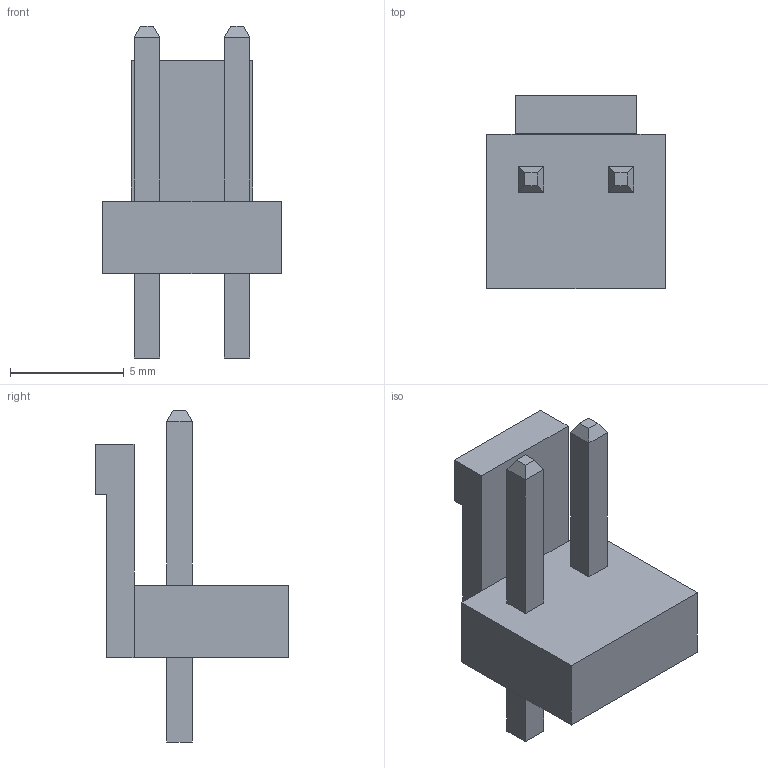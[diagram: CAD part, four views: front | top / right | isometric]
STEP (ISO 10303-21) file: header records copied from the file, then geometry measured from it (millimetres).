
FILE_DESCRIPTION((' '),'2;1');
FILE_NAME( 'B2P-VH.stp', '2022-09-02T12:09:10', (' '), ('--- Datakit www.datakit.com---'), ' Datakit CrossCadWare V2022.3 Jun 15 2022', 'DATAKIT 2022 (c)', ' ');
FILE_SCHEMA(('AP242_MANAGED_MODEL_BASED_3D_ENGINEERING_MIM_LF { 1 0 10303 442 1 1 4 }'));
Length unit declared in the file: millimetre
Products named in the file (1): B2P-VH
Bounding box: 7.86 x 8.5 x 14.6 mm (x, y, z)
Volume: 266.5 mm3; surface area: 411.5 mm2
Topology: 1 solids, 1 shells, 42 faces, 98 edges, 62 vertices
Faces by surface type: plane 42
Entity records: 1239 total; most frequent: CARTESIAN_POINT 203, ORIENTED_EDGE 196, DIRECTION 184, VECTOR 98, LINE 98, EDGE_CURVE 98, VERTEX_POINT 62, EDGE_LOOP 46
